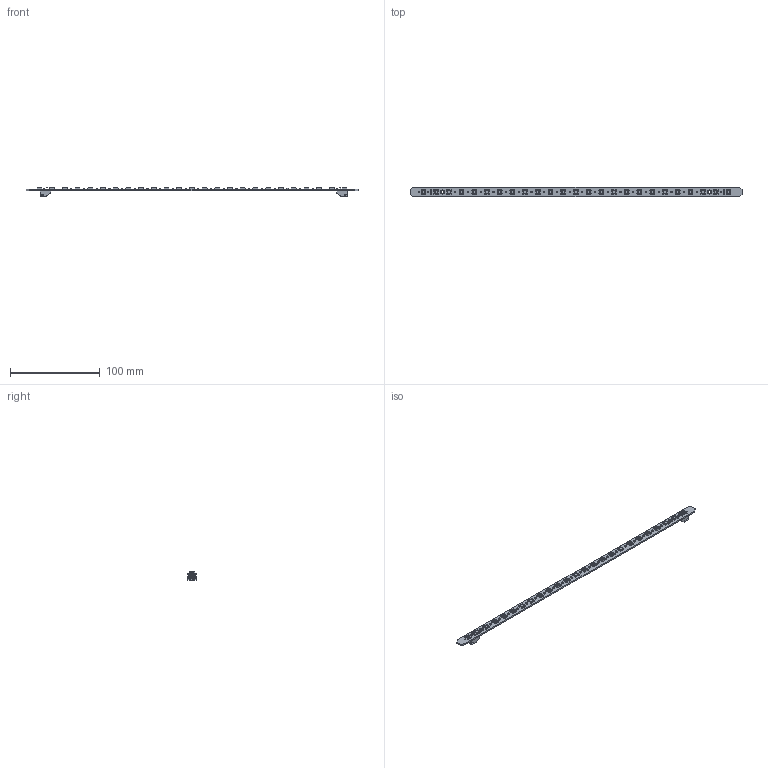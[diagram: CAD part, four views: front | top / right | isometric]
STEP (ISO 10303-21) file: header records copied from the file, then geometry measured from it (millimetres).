
FILE_DESCRIPTION(('KiCad electronic assembly'),'2;1');
FILE_NAME('Disco-XXL.step','2023-07-30T15:34:09',('Pcbnew'),('Kicad'), 'Open CASCADE STEP processor 7.6','KiCad to STEP converter','Unknown' );
FILE_SCHEMA(('AUTOMOTIVE_DESIGN { 1 0 10303 214 1 1 1 1 }'));
Length unit declared in the file: millimetre
Products named in the file (8): Disco-XXL 1; C_0805_2012Metric; SOLID; LED_WS2812B_PLCC4_5.0x5.0mm_P3.2mm; JST_XH_S3B-XH-A-1_1x03_P2.50mm_Horizontal; PCB
Assembly tree (53 placements, depth 3):
  Disco-XXL 1
    C_0805_2012Metric  x22
      SOLID
    LED_WS2812B_PLCC4_5.0x5.0mm_P3.2mm  x25
      SOLID
    JST_XH_S3B-XH-A-1_1x03_P2.50mm_Horizontal  x2
      SOLID
    PCB
Bounding box: 370 x 11 x 9.5 mm (x, y, z)
Volume: 7739.2 mm3; surface area: 13208.7 mm2
Topology: 50 solids, 50 shells, 2625 faces, 7446 edges, 4902 vertices
Faces by surface type: plane 1741, cylinder 859, cone 25
Full cylindrical faces by diameter (mm): 0.5 x16, 0.95 x6, 1 x1, 3.2 x2, 3.333 x25
Entity records: 20842 total; most frequent: CARTESIAN_POINT 3769, DIRECTION 2908, LINE 1951, VECTOR 1951, ORIENTED_EDGE 1482, PCURVE 1482, DEFINITIONAL_REPRESENTATION 1482, EDGE_CURVE 741
